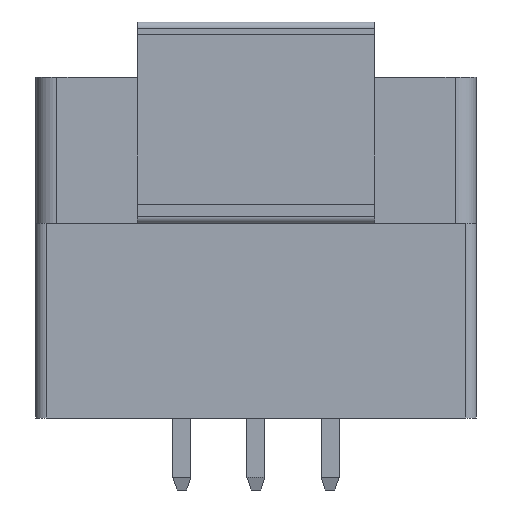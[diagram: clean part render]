
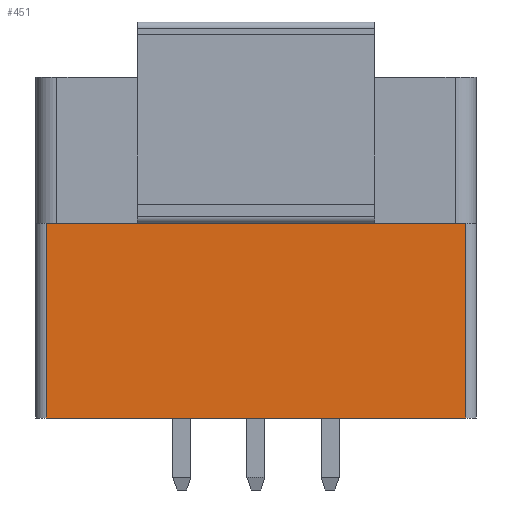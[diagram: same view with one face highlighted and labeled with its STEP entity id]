
A CAD part, front view. The second image highlights one B-rep face of the part: STEP entity #451.
In plain terms, the highlighted planar face has unit normal (0, -1, 0).
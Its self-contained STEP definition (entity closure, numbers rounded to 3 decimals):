
#63 = EDGE_CURVE('',#64,#66,#68,.T.);
#64 = VERTEX_POINT('',#65);
#65 = CARTESIAN_POINT('',(-2.1,-3.,9.2));
#66 = VERTEX_POINT('',#67);
#67 = CARTESIAN_POINT('',(9.1,-3.,9.2));
#68 = LINE('',#69,#70);
#69 = CARTESIAN_POINT('',(-6.9,-3.,9.2));
#70 = VECTOR('',#71,1.);
#71 = DIRECTION('',(1.,0.,0.));
#451 = ADVANCED_FACE('',(#452),#493,.F.);
#452 = FACE_BOUND('',#453,.F.);
#453 = EDGE_LOOP('',(#454,#464,#472,#478,#479,#487));
#454 = ORIENTED_EDGE('',*,*,#455,.F.);
#455 = EDGE_CURVE('',#456,#458,#460,.T.);
#456 = VERTEX_POINT('',#457);
#457 = CARTESIAN_POINT('',(-6.4,-3.,0.));
#458 = VERTEX_POINT('',#459);
#459 = CARTESIAN_POINT('',(13.4,-3.,0.));
#460 = LINE('',#461,#462);
#461 = CARTESIAN_POINT('',(-6.9,-3.,0.));
#462 = VECTOR('',#463,1.);
#463 = DIRECTION('',(1.,0.,0.));
#464 = ORIENTED_EDGE('',*,*,#465,.T.);
#465 = EDGE_CURVE('',#456,#466,#468,.T.);
#466 = VERTEX_POINT('',#467);
#467 = CARTESIAN_POINT('',(-6.4,-3.,9.2));
#468 = LINE('',#469,#470);
#469 = CARTESIAN_POINT('',(-6.4,-3.,0.));
#470 = VECTOR('',#471,1.);
#471 = DIRECTION('',(0.,0.,1.));
#472 = ORIENTED_EDGE('',*,*,#473,.T.);
#473 = EDGE_CURVE('',#466,#64,#474,.T.);
#474 = LINE('',#475,#476);
#475 = CARTESIAN_POINT('',(-6.9,-3.,9.2));
#476 = VECTOR('',#477,1.);
#477 = DIRECTION('',(1.,0.,0.));
#478 = ORIENTED_EDGE('',*,*,#63,.T.);
#479 = ORIENTED_EDGE('',*,*,#480,.T.);
#480 = EDGE_CURVE('',#66,#481,#483,.T.);
#481 = VERTEX_POINT('',#482);
#482 = CARTESIAN_POINT('',(13.4,-3.,9.2));
#483 = LINE('',#484,#485);
#484 = CARTESIAN_POINT('',(-6.9,-3.,9.2));
#485 = VECTOR('',#486,1.);
#486 = DIRECTION('',(1.,0.,0.));
#487 = ORIENTED_EDGE('',*,*,#488,.F.);
#488 = EDGE_CURVE('',#458,#481,#489,.T.);
#489 = LINE('',#490,#491);
#490 = CARTESIAN_POINT('',(13.4,-3.,0.));
#491 = VECTOR('',#492,1.);
#492 = DIRECTION('',(0.,0.,1.));
#493 = PLANE('',#494);
#494 = AXIS2_PLACEMENT_3D('',#495,#496,#497);
#495 = CARTESIAN_POINT('',(-6.9,-3.,0.));
#496 = DIRECTION('',(0.,1.,0.));
#497 = DIRECTION('',(1.,0.,0.));
